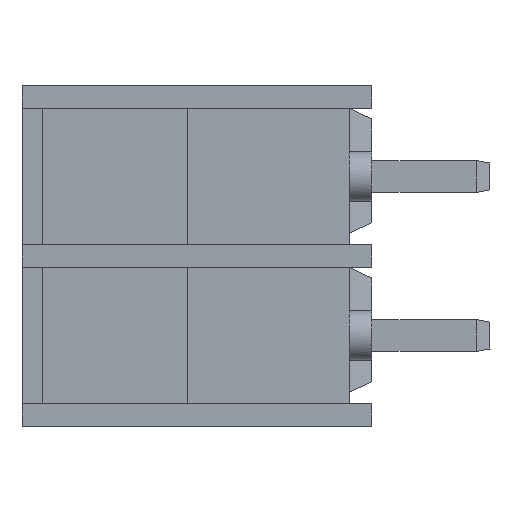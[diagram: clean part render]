
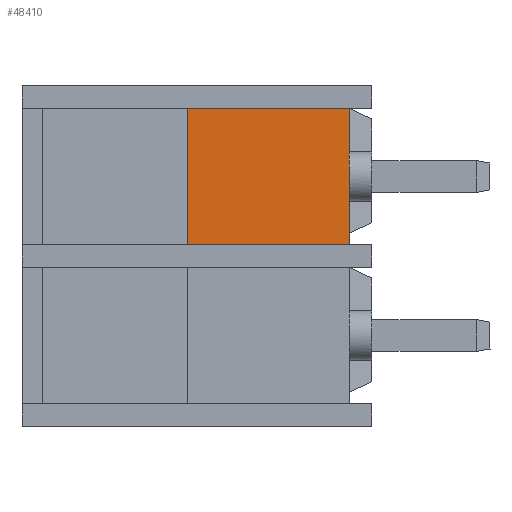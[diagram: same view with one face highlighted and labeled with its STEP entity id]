
A CAD part, left-side view. The second image highlights one B-rep face of the part: STEP entity #48410.
In plain terms, the highlighted face is planar.
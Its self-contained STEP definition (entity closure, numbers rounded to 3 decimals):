
#6320=CARTESIAN_POINT('',(-21.878,-41.83,
-0.404));
#6330=VERTEX_POINT('',#6320);
#6410=CARTESIAN_POINT('',(-21.878,-41.83,
0.654));
#6420=VERTEX_POINT('',#6410);
#15570=CARTESIAN_POINT('',(-21.878,-41.83,0.));
#15580=DIRECTION('',(0.,0.,-1.));
#15590=VECTOR('',#15580,1.);
#15600=LINE('',#15570,#15590);
#15610=EDGE_CURVE('',#6420,#6330,#15600,.T.);
#19260=CARTESIAN_POINT('',(-23.092,-45.166,
1.625));
#19270=VERTEX_POINT('',#19260);
#19790=CARTESIAN_POINT('',(-21.878,-41.83,
1.625));
#19800=VERTEX_POINT('',#19790);
#19830=CARTESIAN_POINT('',(-6.653,0.,1.625));
#19840=DIRECTION('',(-0.342,-0.94,
0.));
#19850=VECTOR('',#19840,1.);
#19860=LINE('',#19830,#19850);
#19870=EDGE_CURVE('',#19800,#19270,#19860,.T.);
#41590=CARTESIAN_POINT('',(-21.878,-41.83,0.));
#41600=DIRECTION('',(0.,0.,-1.));
#41610=VECTOR('',#41600,1.);
#41620=LINE('',#41590,#41610);
#41630=EDGE_CURVE('',#19800,#6420,#41620,.T.);
#43270=CARTESIAN_POINT('',(-21.878,-41.83,
-1.375));
#43280=VERTEX_POINT('',#43270);
#43310=CARTESIAN_POINT('',(-21.878,-41.83,0.));
#43320=DIRECTION('',(0.,0.,-1.));
#43330=VECTOR('',#43320,1.);
#43340=LINE('',#43310,#43330);
#43350=EDGE_CURVE('',#6330,#43280,#43340,.T.);
#48160=CARTESIAN_POINT('',(-20.818,-38.917,
-0.225));
#48170=DIRECTION('',(-0.94,0.342,
0.));
#48180=DIRECTION('',(-0.342,-0.94,
0.));
#48190=AXIS2_PLACEMENT_3D('',#48160,#48170,#48180);
#48200=PLANE('',#48190);
#48210=ORIENTED_EDGE('',*,*,#15610,.F.);
#48220=ORIENTED_EDGE('',*,*,#43350,.F.);
#48230=CARTESIAN_POINT('',(-6.653,0.,-1.375));
#48240=DIRECTION('',(-0.342,-0.94,
0.));
#48250=VECTOR('',#48240,1.);
#48260=LINE('',#48230,#48250);
#48270=CARTESIAN_POINT('',(-23.092,-45.166,
-1.375));
#48280=VERTEX_POINT('',#48270);
#48290=EDGE_CURVE('',#43280,#48280,#48260,.T.);
#48300=ORIENTED_EDGE('',*,*,#48290,.F.);
#48310=CARTESIAN_POINT('',(-23.092,-45.166,0.));
#48320=DIRECTION('',(0.,0.,1.));
#48330=VECTOR('',#48320,1.);
#48340=LINE('',#48310,#48330);
#48350=EDGE_CURVE('',#48280,#19270,#48340,.T.);
#48360=ORIENTED_EDGE('',*,*,#48350,.F.);
#48370=ORIENTED_EDGE('',*,*,#19870,.T.);
#48380=ORIENTED_EDGE('',*,*,#41630,.F.);
#48390=EDGE_LOOP('',(#48380,#48370,#48360,#48300,#48220,#48210));
#48400=FACE_OUTER_BOUND('',#48390,.T.);
#48410=ADVANCED_FACE('',(#48400),#48200,.F.);
